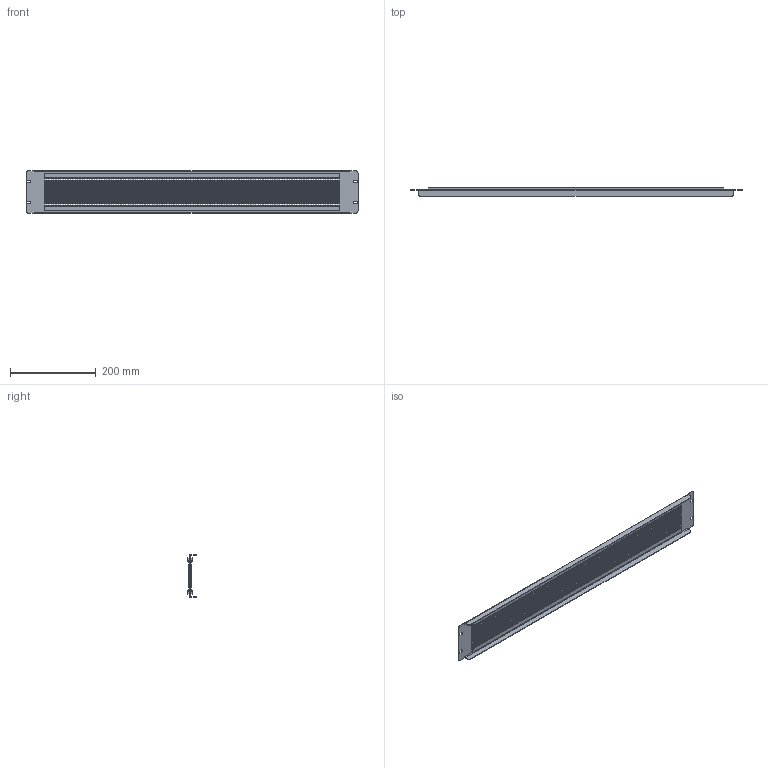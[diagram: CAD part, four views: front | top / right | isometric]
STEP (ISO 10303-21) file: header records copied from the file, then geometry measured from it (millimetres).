
FILE_DESCRIPTION (( 'STEP AP214' ), '1' );
FILE_NAME ('923.911.STEP', '2025-04-01T08:26:33', ( '' ), ( '' ), 'SwSTEP 2.0', 'SolidWorks 2021', '' );
FILE_SCHEMA (( 'AUTOMOTIVE_DESIGN' ));
Length unit declared in the file: millimetre
Products named in the file (3): Ùåòêà; 923.911; 923.911 眈翴錪
Assembly tree (3 placements, depth 2):
  923.911
    923.911 眈翴錪
    Ùåòêà  x2
Bounding box: 776.5 x 19.65 x 100 mm (x, y, z)
Volume: 292325.2 mm3; surface area: 334384.8 mm2
Topology: 3 solids, 3 shells, 2838 faces, 7108 edges, 4276 vertices
Faces by surface type: plane 2818, cylinder 20
Entity records: 41600 total; most frequent: CARTESIAN_POINT 7274, ORIENTED_EDGE 7264, DIRECTION 6584, EDGE_CURVE 3632, VECTOR 3588, LINE 3588, VERTEX_POINT 2188, AXIS2_PLACEMENT_3D 1498
